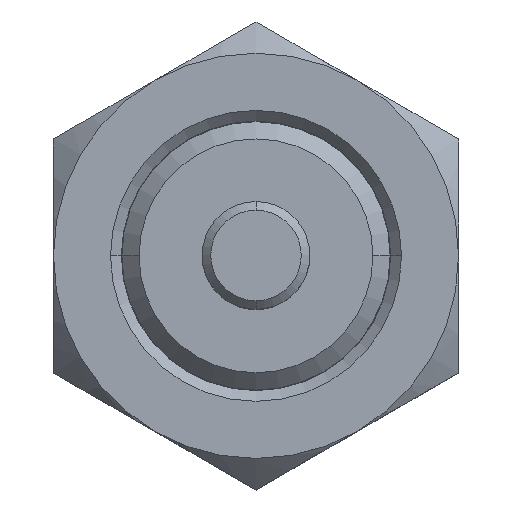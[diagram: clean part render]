
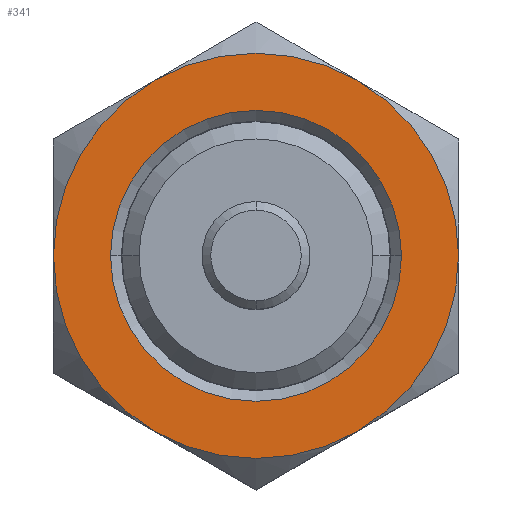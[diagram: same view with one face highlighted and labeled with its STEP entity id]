
A CAD part, top view. The second image highlights one B-rep face of the part: STEP entity #341.
In plain terms, the highlighted planar face has unit normal (0, 0, 1).
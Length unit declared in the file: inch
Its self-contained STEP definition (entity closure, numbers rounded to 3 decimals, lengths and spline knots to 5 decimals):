
#68 = DIRECTION ( 'NONE',  ( -1., 0., 0. ) ) ;
#112 = AXIS2_PLACEMENT_3D ( 'NONE', #1109, #2807, #1354 ) ;
#144 = CIRCLE ( 'NONE', #744, 0.47 ) ;
#147 = CARTESIAN_POINT ( 'NONE',  ( 0.235, 0.40703, 0.19 ) ) ;
#165 = CARTESIAN_POINT ( 'NONE',  ( -0.3375, 0., 0.19 ) ) ;
#170 = DIRECTION ( 'NONE',  ( -1., 0., 0. ) ) ;
#173 = CARTESIAN_POINT ( 'NONE',  ( 0., 0., 0.19 ) ) ;
#246 = FACE_BOUND ( 'NONE', #789, .T. ) ;
#268 = CARTESIAN_POINT ( 'NONE',  ( -0.47, 0., 0.19 ) ) ;
#341 = ADVANCED_FACE ( 'NONE', ( #246, #672 ), #3011, .F. ) ;
#384 = ORIENTED_EDGE ( 'NONE', *, *, #2131, .T. ) ;
#406 = DIRECTION ( 'NONE',  ( -1., 0., 0. ) ) ;
#454 = EDGE_CURVE ( 'NONE', #1211, #788, #510, .T. ) ;
#463 = AXIS2_PLACEMENT_3D ( 'NONE', #2674, #1223, #2922 ) ;
#464 = CIRCLE ( 'NONE', #1855, 0.47 ) ;
#489 = AXIS2_PLACEMENT_3D ( 'NONE', #2772, #2050, #606 ) ;
#507 = CIRCLE ( 'NONE', #2074, 0.47 ) ;
#510 = CIRCLE ( 'NONE', #1139, 0.47 ) ;
#533 = CARTESIAN_POINT ( 'NONE',  ( 0., 0., 0.19 ) ) ;
#566 = EDGE_CURVE ( 'NONE', #2691, #1270, #2783, .T. ) ;
#606 = DIRECTION ( 'NONE',  ( -1., 0., 0. ) ) ;
#672 = FACE_OUTER_BOUND ( 'NONE', #2985, .T. ) ;
#677 = EDGE_CURVE ( 'NONE', #2319, #1607, #144, .T. ) ;
#684 = ORIENTED_EDGE ( 'NONE', *, *, #454, .F. ) ;
#744 = AXIS2_PLACEMENT_3D ( 'NONE', #1200, #2904, #1450 ) ;
#772 = DIRECTION ( 'NONE',  ( 1., 0., 0. ) ) ;
#788 = VERTEX_POINT ( 'NONE', #147 ) ;
#789 = EDGE_LOOP ( 'NONE', ( #2717, #2236 ) ) ;
#913 = ORIENTED_EDGE ( 'NONE', *, *, #566, .F. ) ;
#1109 = CARTESIAN_POINT ( 'NONE',  ( 0., 0., 0.19 ) ) ;
#1127 = ORIENTED_EDGE ( 'NONE', *, *, #2180, .F. ) ;
#1139 = AXIS2_PLACEMENT_3D ( 'NONE', #3063, #1617, #170 ) ;
#1200 = CARTESIAN_POINT ( 'NONE',  ( 0., 0., 0.19 ) ) ;
#1211 = VERTEX_POINT ( 'NONE', #3098 ) ;
#1223 = DIRECTION ( 'NONE',  ( 0., 0., -1. ) ) ;
#1243 = CARTESIAN_POINT ( 'NONE',  ( -0.235, -0.40703, 0.19 ) ) ;
#1244 = ORIENTED_EDGE ( 'NONE', *, *, #677, .F. ) ;
#1270 = VERTEX_POINT ( 'NONE', #268 ) ;
#1354 = DIRECTION ( 'NONE',  ( -1., 0., 0. ) ) ;
#1409 = CARTESIAN_POINT ( 'NONE',  ( 0., 0., 0.19 ) ) ;
#1450 = DIRECTION ( 'NONE',  ( -1., 0., 0. ) ) ;
#1501 = VERTEX_POINT ( 'NONE', #3018 ) ;
#1511 = DIRECTION ( 'NONE',  ( 0., 0., -1. ) ) ;
#1607 = VERTEX_POINT ( 'NONE', #1893 ) ;
#1617 = DIRECTION ( 'NONE',  ( 0., 0., -1. ) ) ;
#1661 = DIRECTION ( 'NONE',  ( -1., 0., 0. ) ) ;
#1855 = AXIS2_PLACEMENT_3D ( 'NONE', #173, #1858, #406 ) ;
#1858 = DIRECTION ( 'NONE',  ( 0., 0., -1. ) ) ;
#1878 = CIRCLE ( 'NONE', #463, 0.3375 ) ;
#1893 = CARTESIAN_POINT ( 'NONE',  ( 0.235, -0.40703, 0.19 ) ) ;
#2050 = DIRECTION ( 'NONE',  ( 0., 0., -1. ) ) ;
#2070 = EDGE_CURVE ( 'NONE', #1501, #2850, #1878, .T. ) ;
#2074 = AXIS2_PLACEMENT_3D ( 'NONE', #533, #2217, #772 ) ;
#2131 = EDGE_CURVE ( 'NONE', #2319, #788, #507, .T. ) ;
#2180 = EDGE_CURVE ( 'NONE', #1607, #2691, #2187, .T. ) ;
#2187 = CIRCLE ( 'NONE', #2409, 0.47 ) ;
#2217 = DIRECTION ( 'NONE',  ( 0., 0., 1. ) ) ;
#2236 = ORIENTED_EDGE ( 'NONE', *, *, #2666, .T. ) ;
#2264 = AXIS2_PLACEMENT_3D ( 'NONE', #1409, #3108, #1661 ) ;
#2319 = VERTEX_POINT ( 'NONE', #2799 ) ;
#2406 = EDGE_CURVE ( 'NONE', #1270, #1211, #464, .T. ) ;
#2409 = AXIS2_PLACEMENT_3D ( 'NONE', #2962, #1511, #68 ) ;
#2425 = ORIENTED_EDGE ( 'NONE', *, *, #2406, .F. ) ;
#2666 = EDGE_CURVE ( 'NONE', #2850, #1501, #2840, .T. ) ;
#2674 = CARTESIAN_POINT ( 'NONE',  ( 0., 0., 0.19 ) ) ;
#2691 = VERTEX_POINT ( 'NONE', #1243 ) ;
#2717 = ORIENTED_EDGE ( 'NONE', *, *, #2070, .T. ) ;
#2772 = CARTESIAN_POINT ( 'NONE',  ( 0., 0.54271, 0.19 ) ) ;
#2783 = CIRCLE ( 'NONE', #2264, 0.47 ) ;
#2799 = CARTESIAN_POINT ( 'NONE',  ( 0.47, 0., 0.19 ) ) ;
#2807 = DIRECTION ( 'NONE',  ( 0., 0., -1. ) ) ;
#2840 = CIRCLE ( 'NONE', #112, 0.3375 ) ;
#2850 = VERTEX_POINT ( 'NONE', #165 ) ;
#2904 = DIRECTION ( 'NONE',  ( 0., 0., -1. ) ) ;
#2922 = DIRECTION ( 'NONE',  ( -1., 0., 0. ) ) ;
#2962 = CARTESIAN_POINT ( 'NONE',  ( 0., 0., 0.19 ) ) ;
#2985 = EDGE_LOOP ( 'NONE', ( #2425, #913, #1127, #1244, #384, #684 ) ) ;
#3011 = PLANE ( 'NONE',  #489 ) ;
#3018 = CARTESIAN_POINT ( 'NONE',  ( 0.3375, 0., 0.19 ) ) ;
#3063 = CARTESIAN_POINT ( 'NONE',  ( 0., 0., 0.19 ) ) ;
#3098 = CARTESIAN_POINT ( 'NONE',  ( -0.235, 0.40703, 0.19 ) ) ;
#3108 = DIRECTION ( 'NONE',  ( 0., 0., -1. ) ) ;
